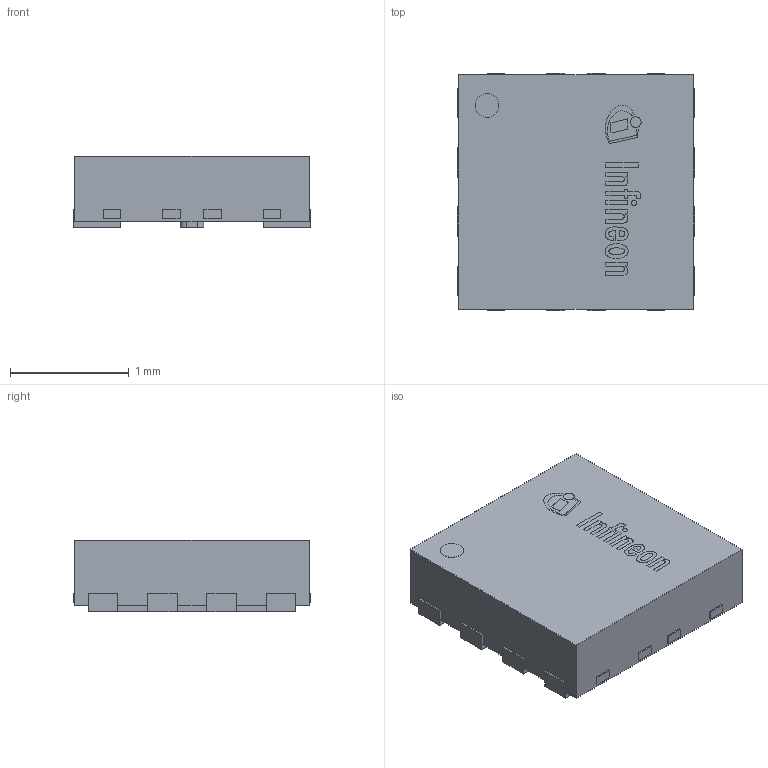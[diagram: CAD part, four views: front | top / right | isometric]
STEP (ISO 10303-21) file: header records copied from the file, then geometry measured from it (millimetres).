
FILE_DESCRIPTION(/* description */ (''),/* implementation_level */ '2;1');
FILE_NAME(/* name */ 'PG-USON-8-8_Z8B00239956_V01_3D.stp',/* time_stamp */ '2022-11-24T22:08:06+06:00',/* author */ ('janartha'),/* organization */ (''),/* preprocessor_version */ 'ST-DEVELOPER v16.13',/* originating_system */ 'AutoCAD Mechanical',/* authorisation */ '');
FILE_SCHEMA (('AUTOMOTIVE_DESIGN { 1 0 10303 214 3 1 1 }'));
Length unit declared in the file: millimetre
Products named in the file (1): Product
Bounding box: 2 x 2 x 0.6 mm (x, y, z)
Volume: 2.3 mm3; surface area: 16.9 mm2
Topology: 31 solids, 31 shells, 226 faces, 489 edges, 326 vertices
Faces by surface type: plane 201, bspline 16, cylinder 9
Full cylindrical faces by diameter (mm): 0.045 x1, 0.092 x1, 0.2 x2
Entity records: 6305 total; most frequent: CARTESIAN_POINT 1466, ORIENTED_EDGE 970, DIRECTION 893, EDGE_CURVE 485, LINE 435, VECTOR 435, VERTEX_POINT 326, EDGE_LOOP 235
